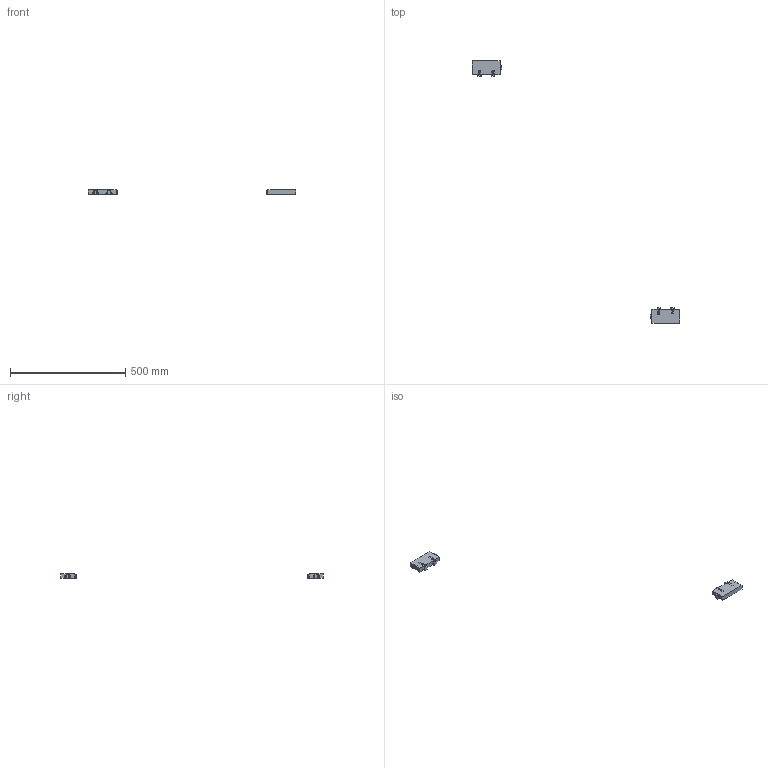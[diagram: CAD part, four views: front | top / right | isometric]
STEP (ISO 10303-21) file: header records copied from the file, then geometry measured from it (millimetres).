
FILE_DESCRIPTION(/* description */ ('STEP AP242','CAx-IF Rec.Pracs.---Representation and Presentation of Product Manufacturing Information (PMI)---4.0---2014-10-13','CAx-IF Rec.Pracs.---3D Tessellated Geometry---0.4---2014-09-14','2;1','CAx-IF Rec.Pracs.---User Defined Attributes---1.5---2016-08-15'),/* implementation_level */ '2;1');
FILE_NAME(/* name */ '6914c97dc95409e13fc762cb',/* time_stamp */ '2025-11-12T17:53:02Z',/* author */ (''),/* organization */ (''),/* preprocessor_version */ 'ST-DEVELOPER v20',/* originating_system */ 'ONSHAPE BY PTC INC, 1.206',/* authorisation */ ' ');
FILE_SCHEMA (('AP242_MANAGED_MODEL_BASED_3D_ENGINEERING_MIM_LF { 1 0 10303 442 1 1 4 }'));
Length unit declared in the file: metre
Products named in the file (6): White-gh-Fullsize-g; White-gh-Fullsize-h; FE1x2-TTSF-ghWhite; Black-ba-Duplicate-a; Black-ba-Duplicate-b; FE1x2-TTSF-baBlack
Bounding box: 899.95 x 1140 x 20 mm (x, y, z)
Volume: 268987.5 mm3; surface area: 64167.8 mm2
Topology: 6 solids, 6 shells, 733 faces, 2174 edges, 1416 vertices
Faces by surface type: plane 427, cylinder 184, bspline 118, cone 4
Full cylindrical faces by diameter (mm): 14 x4
Entity records: 25202 total; most frequent: CARTESIAN_POINT 5875, ORIENTED_EDGE 4332, DIRECTION 3544, EDGE_CURVE 2166, LINE 1430, VECTOR 1430, VERTEX_POINT 1416, AXIS2_PLACEMENT_3D 1057
